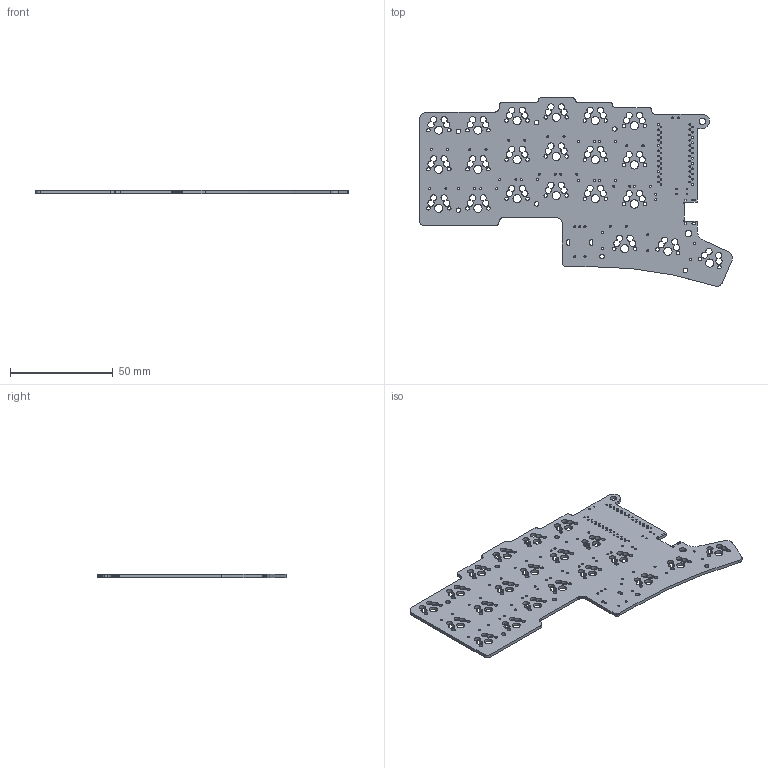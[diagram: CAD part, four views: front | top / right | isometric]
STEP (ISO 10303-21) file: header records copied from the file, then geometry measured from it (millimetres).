
FILE_DESCRIPTION(('KiCad electronic assembly'),'2;1');
FILE_NAME('pcb.step','2025-09-07T20:37:40',('Pcbnew'),('Kicad'), 'Open CASCADE STEP processor 7.9','KiCad to STEP converter','Unknown' );
FILE_SCHEMA(('AUTOMOTIVE_DESIGN { 1 0 10303 214 1 1 1 1 }'));
Length unit declared in the file: millimetre
Products named in the file (2): pcb 1; pcb_PCB
Assembly tree (1 placements, depth 2):
  pcb 1
    pcb_PCB
Bounding box: 151.99 x 91.64 x 1.51 mm (x, y, z)
Volume: 12467.3 mm3; surface area: 19650 mm2
Topology: 1 solids, 1 shells, 520 faces, 1554 edges, 1036 vertices
Faces by surface type: cylinder 371, plane 149
Full cylindrical faces by diameter (mm): 0.813 x52, 0.85 x2, 1 x51, 1.702 x42, 2.2 x7, 3.2 x2, 3.988 x21
Entity records: 18797 total; most frequent: DIRECTION 3340, CARTESIAN_POINT 3112, ORIENTED_EDGE 3108, EDGE_CURVE 1554, AXIS2_PLACEMENT_3D 1264, VERTEX_POINT 1036, FACE_BOUND 970, EDGE_LOOP 970
